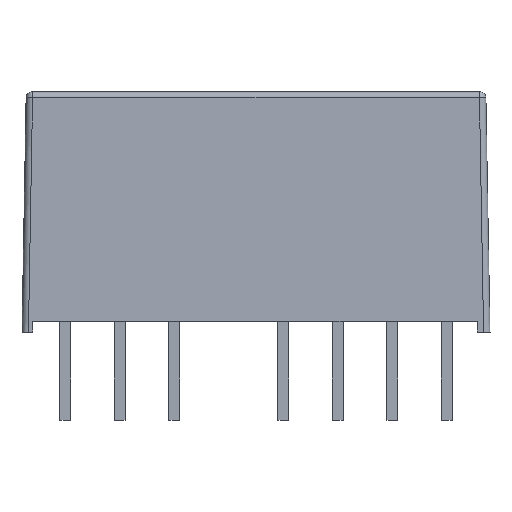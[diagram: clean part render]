
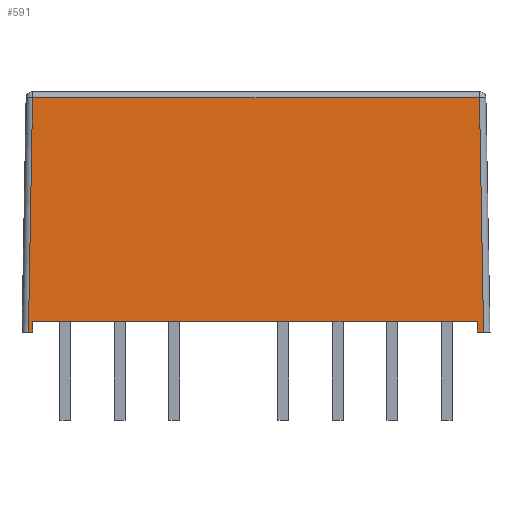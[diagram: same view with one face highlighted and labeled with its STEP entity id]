
A CAD part, top view. The second image highlights one B-rep face of the part: STEP entity #591.
In plain terms, the highlighted planar face has unit normal (0, 0.018, 1).
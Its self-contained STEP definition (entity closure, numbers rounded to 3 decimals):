
#18 = LINE ( 'NONE', #775, #1583 ) ;
#41 = LINE ( 'NONE', #972, #689 ) ;
#117 = VERTEX_POINT ( 'NONE', #1133 ) ;
#218 = CARTESIAN_POINT ( 'NONE',  ( 10.6, 0., 4.55 ) ) ;
#257 = CARTESIAN_POINT ( 'NONE',  ( 10.41, 10.905, 4.36 ) ) ;
#280 = EDGE_CURVE ( 'NONE', #1382, #1483, #1593, .T. ) ;
#303 = DIRECTION ( 'NONE',  ( 0., 1., -0.017 ) ) ;
#341 = DIRECTION ( 'NONE',  ( -0.017, 1., -0.017 ) ) ;
#419 = CARTESIAN_POINT ( 'NONE',  ( -10.4, 0.5, 4.541 ) ) ;
#449 = DIRECTION ( 'NONE',  ( 1., 0., 0. ) ) ;
#531 = VERTEX_POINT ( 'NONE', #257 ) ;
#577 = DIRECTION ( 'NONE',  ( -0.017, -1., 0.017 ) ) ;
#591 = ADVANCED_FACE ( 'NONE', ( #1676 ), #1416, .T. ) ;
#606 = VECTOR ( 'NONE', #1197, 1000. ) ;
#640 = CARTESIAN_POINT ( 'NONE',  ( -10.6, 0., 4.55 ) ) ;
#643 = ORIENTED_EDGE ( 'NONE', *, *, #1996, .T. ) ;
#674 = VECTOR ( 'NONE', #1100, 1000. ) ;
#689 = VECTOR ( 'NONE', #1795, 1000. ) ;
#727 = CARTESIAN_POINT ( 'NONE',  ( -10.4, 0., 4.55 ) ) ;
#741 = VECTOR ( 'NONE', #341, 1000. ) ;
#775 = CARTESIAN_POINT ( 'NONE',  ( -10.9, 0., 4.55 ) ) ;
#809 = DIRECTION ( 'NONE',  ( 0., 0.017, 1. ) ) ;
#826 = EDGE_CURVE ( 'NONE', #1755, #1491, #1327, .T. ) ;
#850 = LINE ( 'NONE', #1284, #1719 ) ;
#903 = CARTESIAN_POINT ( 'NONE',  ( 10.3, 0.5, 4.541 ) ) ;
#972 = CARTESIAN_POINT ( 'NONE',  ( -10.405, 10.905, 4.36 ) ) ;
#982 = DIRECTION ( 'NONE',  ( -1., 0., 0. ) ) ;
#985 = ORIENTED_EDGE ( 'NONE', *, *, #1577, .T. ) ;
#1006 = LINE ( 'NONE', #1338, #741 ) ;
#1100 = DIRECTION ( 'NONE',  ( 1., 0., 0. ) ) ;
#1124 = AXIS2_PLACEMENT_3D ( 'NONE', #1155, #809, #1656 ) ;
#1133 = CARTESIAN_POINT ( 'NONE',  ( -10.41, 10.905, 4.36 ) ) ;
#1155 = CARTESIAN_POINT ( 'NONE',  ( -10.9, 0., 4.55 ) ) ;
#1197 = DIRECTION ( 'NONE',  ( 0., -1., 0.017 ) ) ;
#1204 = ORIENTED_EDGE ( 'NONE', *, *, #280, .F. ) ;
#1222 = CARTESIAN_POINT ( 'NONE',  ( -10.6, -0.005, 4.55 ) ) ;
#1243 = VERTEX_POINT ( 'NONE', #1695 ) ;
#1273 = EDGE_CURVE ( 'NONE', #117, #1755, #1867, .T. ) ;
#1284 = CARTESIAN_POINT ( 'NONE',  ( -10.4, 0., 4.55 ) ) ;
#1299 = EDGE_LOOP ( 'NONE', ( #1635, #1664, #1652, #1892, #985, #1204, #1702, #643 ) ) ;
#1306 = CARTESIAN_POINT ( 'NONE',  ( 10.3, 0., 4.55 ) ) ;
#1327 = LINE ( 'NONE', #1883, #674 ) ;
#1338 = CARTESIAN_POINT ( 'NONE',  ( 10.593, 0.375, 4.543 ) ) ;
#1382 = VERTEX_POINT ( 'NONE', #903 ) ;
#1416 = PLANE ( 'NONE',  #1124 ) ;
#1460 = CARTESIAN_POINT ( 'NONE',  ( -10.9, 0.5, 4.541 ) ) ;
#1483 = VERTEX_POINT ( 'NONE', #419 ) ;
#1491 = VERTEX_POINT ( 'NONE', #727 ) ;
#1577 = EDGE_CURVE ( 'NONE', #1491, #1483, #850, .T. ) ;
#1583 = VECTOR ( 'NONE', #449, 1000. ) ;
#1593 = LINE ( 'NONE', #1460, #1654 ) ;
#1635 = ORIENTED_EDGE ( 'NONE', *, *, #1876, .T. ) ;
#1652 = ORIENTED_EDGE ( 'NONE', *, *, #1273, .T. ) ;
#1654 = VECTOR ( 'NONE', #982, 1000. ) ;
#1656 = DIRECTION ( 'NONE',  ( 0., -1., 0.017 ) ) ;
#1664 = ORIENTED_EDGE ( 'NONE', *, *, #1840, .T. ) ;
#1676 = FACE_OUTER_BOUND ( 'NONE', #1299, .T. ) ;
#1695 = CARTESIAN_POINT ( 'NONE',  ( 10.3, 0., 4.55 ) ) ;
#1702 = ORIENTED_EDGE ( 'NONE', *, *, #1865, .T. ) ;
#1719 = VECTOR ( 'NONE', #303, 1000. ) ;
#1755 = VERTEX_POINT ( 'NONE', #640 ) ;
#1795 = DIRECTION ( 'NONE',  ( -1., 0., 0. ) ) ;
#1840 = EDGE_CURVE ( 'NONE', #531, #117, #41, .T. ) ;
#1862 = VERTEX_POINT ( 'NONE', #218 ) ;
#1865 = EDGE_CURVE ( 'NONE', #1382, #1243, #1912, .T. ) ;
#1867 = LINE ( 'NONE', #1222, #2005 ) ;
#1876 = EDGE_CURVE ( 'NONE', #1862, #531, #1006, .T. ) ;
#1883 = CARTESIAN_POINT ( 'NONE',  ( -10.9, 0., 4.55 ) ) ;
#1892 = ORIENTED_EDGE ( 'NONE', *, *, #826, .T. ) ;
#1912 = LINE ( 'NONE', #1306, #606 ) ;
#1996 = EDGE_CURVE ( 'NONE', #1243, #1862, #18, .T. ) ;
#2005 = VECTOR ( 'NONE', #577, 1000. ) ;
